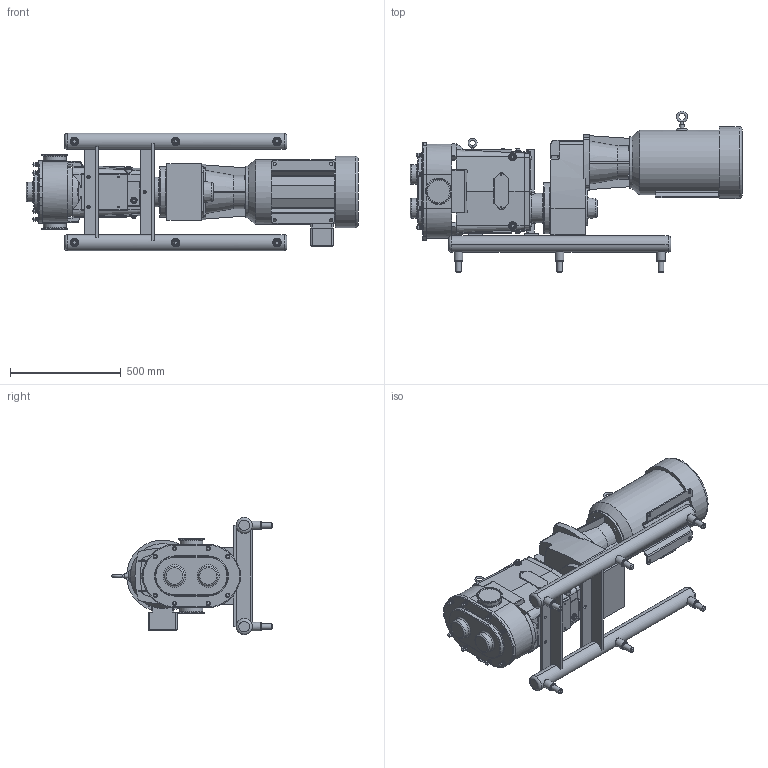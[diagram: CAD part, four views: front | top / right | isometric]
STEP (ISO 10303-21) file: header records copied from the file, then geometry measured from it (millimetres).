
FILE_DESCRIPTION(/* description */ (''),/* implementation_level */ '2;1');
FILE_NAME(/* name */ 'U1_220U1_256TC_4.0x4.0_S-Line_20HP_LH_SM.stp',/* time_stamp */ '2021-05-24T16:25:16+06:00',/* author */ ('trtmhr'),/* organization */ (''),/* preprocessor_version */ 'ST-DEVELOPER v18.1',/* originating_system */ 'Autodesk Inventor 2020',/* authorisation */ '');
FILE_SCHEMA (('AUTOMOTIVE_DESIGN { 1 0 10303 214 3 1 1 }'));
Length unit declared in the file: inch
Products named in the file (1): U1_220U1_256TC_4.0x4.0_S-Line_20HP_LH_SM
Bounding box: 1499.03 x 728.47 x 530.23 mm (x, y, z)
Volume: 113178354.2 mm3; surface area: 3128817.9 mm2
Topology: 4 solids, 4 shells, 1119 faces, 2954 edges, 1929 vertices
Faces by surface type: plane 517, cylinder 315, bspline 103, torus 101, cone 65, sphere 18
Full cylindrical faces by diameter (mm): 7.62 x6, 7.798 x1, 13.462 x4, 14.275 x8, 14.3 x3, 14.478 x1, 15.24 x1, 19.05 x8, 19.304 x1, 23.876 x3, 25.4 x11, 29.21 x2, 31.75 x3, 35.052 x6, 38.1 x6, 88.9 x2, 101.6 x2, 102.87 x2, 102.946 x2, 103.962 x2, 119.024 x2, 133.35 x1, 229.997 x1, 230.124 x1, 232.994 x1, 292.329 x1, 324.612 x1
Entity records: 38043 total; most frequent: CARTESIAN_POINT 9922, DIRECTION 5902, ORIENTED_EDGE 5874, EDGE_CURVE 2937, AXIS2_PLACEMENT_3D 2235, VERTEX_POINT 1929, LINE 1432, VECTOR 1432
